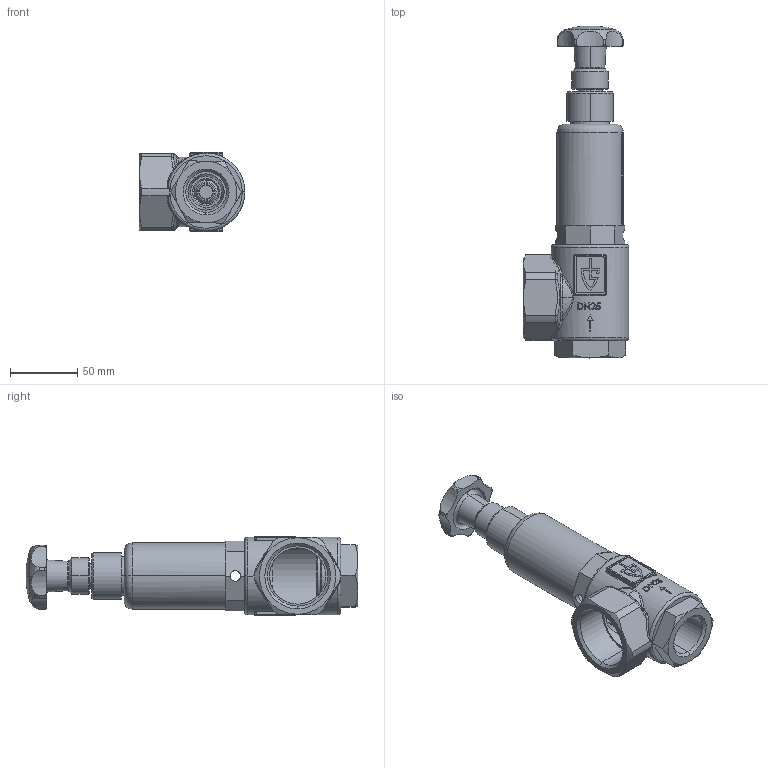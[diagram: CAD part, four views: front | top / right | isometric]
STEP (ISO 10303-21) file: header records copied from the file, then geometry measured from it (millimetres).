
FILE_DESCRIPTION (( 'STEP AP214' ), '1' );
FILE_NAME ('453-25 Dummy.STEP', '2012-08-08T07:10:53', ( 'Blankenhorn' ), ( '' ), 'SwSTEP 2.0', 'SolidWorks 2011', '' );
FILE_SCHEMA (( 'AUTOMOTIVE_DESIGN' ));
Length unit declared in the file: millimetre
Products named in the file (1): 453-25 Dummy
Bounding box: 79 x 247.69 x 59 mm (x, y, z)
Volume: 212331.4 mm3; surface area: 99194.9 mm2
Topology: 7 solids, 7 shells, 616 faces, 1512 edges, 934 vertices
Faces by surface type: plane 208, cylinder 156, bspline 134, cone 72, torus 46
Entity records: 30552 total; most frequent: CARTESIAN_POINT 9967, ORIENTED_EDGE 3004, DIRECTION 2673, EDGE_CURVE 1502, AXIS2_PLACEMENT_3D 1030, VERTEX_POINT 934, EDGE_LOOP 668, UNCERTAINTY_MEASURE_WITH_UNIT 625
